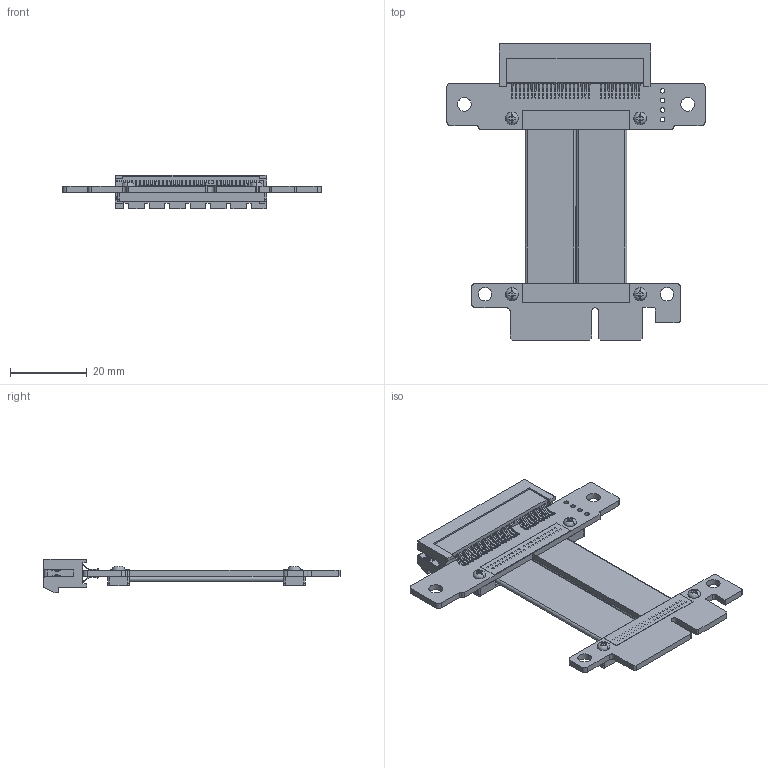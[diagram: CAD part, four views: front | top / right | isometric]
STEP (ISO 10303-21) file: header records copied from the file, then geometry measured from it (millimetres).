
FILE_DESCRIPTION(('Open CASCADE Model'),'2;1');
FILE_NAME('Open CASCADE Shape Model','2020-03-13T10:29:33',('Author'),( 'Open CASCADE'),'Open CASCADE STEP processor 6.8','Open CASCADE 6.8' ,'Unknown');
FILE_SCHEMA(('AUTOMOTIVE_DESIGN { 1 0 10303 214 1 1 1 1 }'));
Length unit declared in the file: millimetre
Products named in the file (51): PCB; Board; Open CASCADE STEP translator 6.8 5.1.1; AAA-PCI-4×_3D_RGB4404530; Free-Models; Hexagon_nut_ISO_4032_(DIN_934)_-_M2_RGB9411503; G0033_RGB9411503; Tape28x5_RGB0; RP22S-PAD; cable20-43-s
Assembly tree (99 placements, depth 3):
  PCB
    Board
      Open CASCADE STEP translator 6.8 5.1.1
    (unnamed)
      AAA-PCI-4×_3D_RGB4404530
    Free-Models
      Hexagon_nut_ISO_4032_(DIN_934)_-_M2_RGB9411503  x4
      G0033_RGB9411503  x4
      Tape28x5_RGB0  x2
      RP22S-PAD  x2
      cable20-43-s  x2
      cable20-43-s  x2
      cable20-43-s  x2
      cable20-43-s  x2
      cable20-43-s  x2
      cable20-43-s  x2
      cable20-43-s  x2
      cable20-43-s  x2
      cable20-43-s  x2
      cable20-43-s  x2
      cable20-43-s  x2
      cable20-43-s  x2
      cable20-43-s  x2
      cable20-43-s  x2
      cable20-43-s  x2
      cable20-43-s  x2
      cable20-43-s  x2
      cable20-43-s  x2
      cable20-43-s  x2
      cable20-43-s  x2
      cable20-43-s  x2
      cable20-43-s  x2
      cable20-43-s  x2
      cable20-43-s  x2
      cable20-43-s  x2
      cable20-43-s  x2
      cable20-43-s  x2
      cable20-43-s  x2
      cable20-43-s  x2
      cable20-43-s  x2
      cable20-43-s  x2
      cable20-43-s  x2
      cable20-43-s  x2
      cable20-43-s  x2
      cable20-43-s  x2
      cable20-43-s  x2
      cable20-43-s  x2
      cable20-43-s  x2
      cable20-43-s  x2
      cable20-43-s  x2
      cable20-43-s  x2
Bounding box: 67.08 x 76.99 x 8.78 mm (x, y, z)
Volume: 6580.1 mm3; surface area: 13910.7 mm2
Topology: 96 solids, 96 shells, 3698 faces, 8865 edges, 5445 vertices
Faces by surface type: plane 1947, cylinder 1219, bspline 396, torus 80, cone 48, revolution 8
Full cylindrical faces by diameter (mm): 0.4 x200, 0.6 x80, 1.2 x4, 2.2 x6, 2.216 x2, 3.5 x2, 3.6 x2, 4.8 x4
Entity records: 129825 total; most frequent: CARTESIAN_POINT 25042, ORIENTED_EDGE 16220, DIRECTION 14112, EDGE_CURVE 8110, LINE 5594, VECTOR 5594, VERTEX_POINT 4980, AXIS2_PLACEMENT_3D 4258
